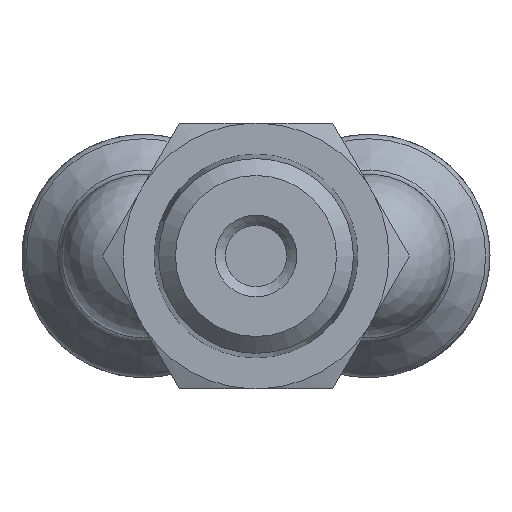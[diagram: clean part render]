
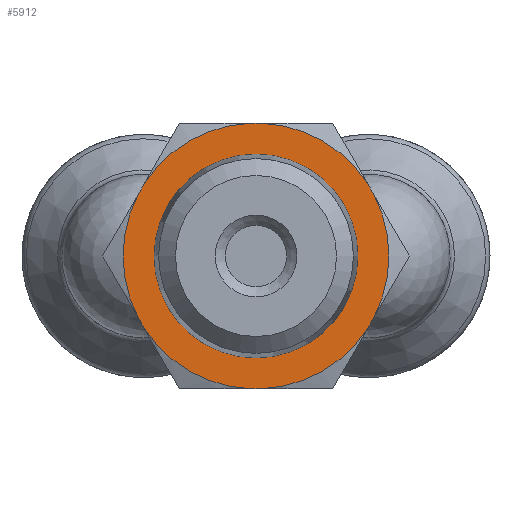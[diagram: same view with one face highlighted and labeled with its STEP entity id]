
A CAD part, front view. The second image highlights one B-rep face of the part: STEP entity #5912.
In plain terms, the highlighted face is planar.
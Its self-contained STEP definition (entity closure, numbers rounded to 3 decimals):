
#5575=CARTESIAN_POINT('',(-18.8,-5.764,3.017));
#5576=VERTEX_POINT('',#5575);
#5592=CARTESIAN_POINT('',(-18.8,-5.764,-3.017));
#5593=VERTEX_POINT('',#5592);
#5594=CARTESIAN_POINT('',(-18.8,0.,0.0));
#5595=DIRECTION('',(-1.0,0.0,0.0));
#5596=DIRECTION('',(0.0,1.0,0.0));
#5597=AXIS2_PLACEMENT_3D('',#5594,#5595,#5596);
#5598=CIRCLE('',#5597,6.506);
#5599=EDGE_CURVE('',#5593,#5576,#5598,.T.);
#5624=CARTESIAN_POINT('',(-18.8,-5.495,3.483));
#5625=VERTEX_POINT('',#5624);
#5639=CARTESIAN_POINT('',(-18.8,-0.269,6.5));
#5640=VERTEX_POINT('',#5639);
#5654=CARTESIAN_POINT('',(-18.8,0.,0.0));
#5655=DIRECTION('',(-1.0,0.0,0.0));
#5656=DIRECTION('',(0.0,1.0,0.0));
#5657=AXIS2_PLACEMENT_3D('',#5654,#5655,#5656);
#5658=CIRCLE('',#5657,6.506);
#5659=EDGE_CURVE('',#5625,#5640,#5658,.T.);
#5671=CARTESIAN_POINT('',(-18.8,0.269,6.5));
#5672=VERTEX_POINT('',#5671);
#5686=CARTESIAN_POINT('',(-18.8,5.495,3.483));
#5687=VERTEX_POINT('',#5686);
#5701=CARTESIAN_POINT('',(-18.8,0.,0.0));
#5702=DIRECTION('',(-1.0,0.0,0.0));
#5703=DIRECTION('',(0.0,1.0,0.0));
#5704=AXIS2_PLACEMENT_3D('',#5701,#5702,#5703);
#5705=CIRCLE('',#5704,6.506);
#5706=EDGE_CURVE('',#5672,#5687,#5705,.T.);
#5716=CARTESIAN_POINT('',(-18.8,-5.495,-3.483));
#5717=VERTEX_POINT('',#5716);
#5733=CARTESIAN_POINT('',(-18.8,-0.269,-6.5));
#5734=VERTEX_POINT('',#5733);
#5735=CARTESIAN_POINT('',(-18.8,0.,0.0));
#5736=DIRECTION('',(-1.0,0.0,0.0));
#5737=DIRECTION('',(0.0,1.0,0.0));
#5738=AXIS2_PLACEMENT_3D('',#5735,#5736,#5737);
#5739=CIRCLE('',#5738,6.506);
#5740=EDGE_CURVE('',#5734,#5717,#5739,.T.);
#5763=CARTESIAN_POINT('',(-18.8,0.269,-6.5));
#5764=VERTEX_POINT('',#5763);
#5780=CARTESIAN_POINT('',(-18.8,5.495,-3.483));
#5781=VERTEX_POINT('',#5780);
#5782=CARTESIAN_POINT('',(-18.8,0.,0.0));
#5783=DIRECTION('',(-1.0,0.0,0.0));
#5784=DIRECTION('',(0.0,1.0,0.0));
#5785=AXIS2_PLACEMENT_3D('',#5782,#5783,#5784);
#5786=CIRCLE('',#5785,6.506);
#5787=EDGE_CURVE('',#5781,#5764,#5786,.T.);
#5812=CARTESIAN_POINT('',(-18.8,5.764,3.017));
#5813=VERTEX_POINT('',#5812);
#5827=CARTESIAN_POINT('',(-18.8,5.764,-3.017));
#5828=VERTEX_POINT('',#5827);
#5842=CARTESIAN_POINT('',(-18.8,0.,0.0));
#5843=DIRECTION('',(-1.0,0.0,0.0));
#5844=DIRECTION('',(0.0,1.0,0.0));
#5845=AXIS2_PLACEMENT_3D('',#5842,#5843,#5844);
#5846=CIRCLE('',#5845,6.506);
#5847=EDGE_CURVE('',#5813,#5828,#5846,.T.);
#5852=CARTESIAN_POINT('',(-18.8,5.745,0.0));
#5853=DIRECTION('',(-1.0,0.0,0.0));
#5854=DIRECTION('',(0.0,0.0,1.0));
#5855=AXIS2_PLACEMENT_3D('',#5852,#5853,#5854);
#5856=PLANE('',#5855);
#5857=ORIENTED_EDGE('',*,*,#5847,.T.);
#5858=CARTESIAN_POINT('',(-18.8,5.495,-3.483));
#5859=DIRECTION('',(0.0,0.5,0.866));
#5860=VECTOR('',#5859,0.537);
#5861=LINE('',#5858,#5860);
#5862=EDGE_CURVE('',#5781,#5828,#5861,.T.);
#5863=ORIENTED_EDGE('',*,*,#5862,.F.);
#5864=ORIENTED_EDGE('',*,*,#5787,.T.);
#5865=CARTESIAN_POINT('',(-18.8,-0.269,-6.5));
#5866=DIRECTION('',(0.0,1.0,0.0));
#5867=VECTOR('',#5866,0.537);
#5868=LINE('',#5865,#5867);
#5869=EDGE_CURVE('',#5734,#5764,#5868,.T.);
#5870=ORIENTED_EDGE('',*,*,#5869,.F.);
#5871=ORIENTED_EDGE('',*,*,#5740,.T.);
#5872=CARTESIAN_POINT('',(-18.8,-5.764,-3.017));
#5873=DIRECTION('',(0.0,0.5,-0.866));
#5874=VECTOR('',#5873,0.537);
#5875=LINE('',#5872,#5874);
#5876=EDGE_CURVE('',#5593,#5717,#5875,.T.);
#5877=ORIENTED_EDGE('',*,*,#5876,.F.);
#5878=ORIENTED_EDGE('',*,*,#5599,.T.);
#5879=CARTESIAN_POINT('',(-18.8,-5.495,3.483));
#5880=DIRECTION('',(0.0,-0.5,-0.866));
#5881=VECTOR('',#5880,0.537);
#5882=LINE('',#5879,#5881);
#5883=EDGE_CURVE('',#5625,#5576,#5882,.T.);
#5884=ORIENTED_EDGE('',*,*,#5883,.F.);
#5885=ORIENTED_EDGE('',*,*,#5659,.T.);
#5886=CARTESIAN_POINT('',(-18.8,0.269,6.5));
#5887=DIRECTION('',(0.0,-1.0,0.0));
#5888=VECTOR('',#5887,0.537);
#5889=LINE('',#5886,#5888);
#5890=EDGE_CURVE('',#5672,#5640,#5889,.T.);
#5891=ORIENTED_EDGE('',*,*,#5890,.F.);
#5892=ORIENTED_EDGE('',*,*,#5706,.T.);
#5893=CARTESIAN_POINT('',(-18.8,5.764,3.017));
#5894=DIRECTION('',(0.0,-0.5,0.866));
#5895=VECTOR('',#5894,0.537);
#5896=LINE('',#5893,#5895);
#5897=EDGE_CURVE('',#5813,#5687,#5896,.T.);
#5898=ORIENTED_EDGE('',*,*,#5897,.F.);
#5899=EDGE_LOOP('',(#5857,#5863,#5864,#5870,#5871,#5877,#5878,#5884,#5885,#5891,#5892,#5898));
#5900=FACE_OUTER_BOUND('',#5899,.T.);
#5901=CARTESIAN_POINT('',(-18.8,4.99,0.0));
#5902=VERTEX_POINT('',#5901);
#5903=CARTESIAN_POINT('',(-18.8,0.,0.0));
#5904=DIRECTION('',(1.0,0.0,0.0));
#5905=DIRECTION('',(0.0,1.0,0.0));
#5906=AXIS2_PLACEMENT_3D('',#5903,#5904,#5905);
#5907=CIRCLE('',#5906,4.99);
#5908=EDGE_CURVE('',#5902,#5902,#5907,.T.);
#5909=ORIENTED_EDGE('',*,*,#5908,.T.);
#5910=EDGE_LOOP('',(#5909));
#5911=FACE_BOUND('',#5910,.T.);
#5912=ADVANCED_FACE('',(#5900,#5911),#5856,.T.);
